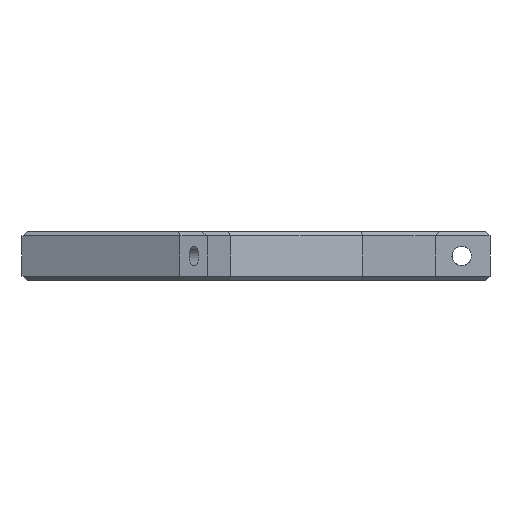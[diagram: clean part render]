
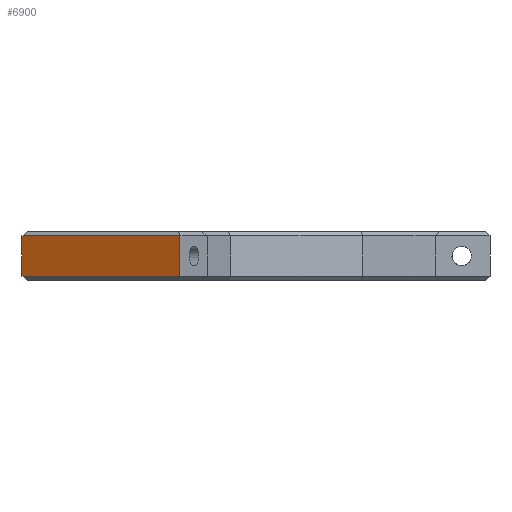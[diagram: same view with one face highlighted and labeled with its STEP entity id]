
A CAD part, left-side view. The second image highlights one B-rep face of the part: STEP entity #6900.
In plain terms, the highlighted planar face has unit normal (-0.866, 0.5, 0).
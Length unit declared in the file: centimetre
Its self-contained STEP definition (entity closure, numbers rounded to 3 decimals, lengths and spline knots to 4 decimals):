
#363=VECTOR('',#10718,1.);
#405=VECTOR('',#10788,1.);
#407=VECTOR('',#10791,1.);
#408=VECTOR('',#10792,1.);
#1154=LINE('',#8308,#363);
#1196=LINE('',#8398,#405);
#1198=LINE('',#8402,#407);
#1199=LINE('',#8404,#408);
#1861=PLANE('',#7363);
#2260=VERTEX_POINT('',#8305);
#2261=VERTEX_POINT('',#8309);
#2284=VERTEX_POINT('',#8399);
#2285=VERTEX_POINT('',#8403);
#3036=EDGE_CURVE('',#2260,#2261,#1154,.T.);
#3081=EDGE_CURVE('',#2261,#2284,#1196,.T.);
#3083=EDGE_CURVE('',#2260,#2285,#1198,.T.);
#3084=EDGE_CURVE('',#2284,#2285,#1199,.T.);
#4185=ORIENTED_EDGE('',*,*,#3036,.F.);
#4186=ORIENTED_EDGE('',*,*,#3083,.T.);
#4187=ORIENTED_EDGE('',*,*,#3084,.F.);
#4188=ORIENTED_EDGE('',*,*,#3081,.F.);
#5938=EDGE_LOOP('',(#4185,#4186,#4187,#4188));
#6431=FACE_BOUND('',#5938,.T.);
#6900=ADVANCED_FACE('',(#6431),#1861,.T.);
#7363=AXIS2_PLACEMENT_3D('',#8401,#10790,$);
#8305=CARTESIAN_POINT('',(-4.4437,0.8335,0.07));
#8308=CARTESIAN_POINT('',(-4.206,1.2451,0.07));
#8309=CARTESIAN_POINT('',(-2.9437,3.4316,0.07));
#8398=CARTESIAN_POINT('',(-2.9437,3.4316,0.));
#8399=CARTESIAN_POINT('',(-2.9437,3.4316,0.73));
#8401=CARTESIAN_POINT('',(-3.6937,2.1325,0.));
#8402=CARTESIAN_POINT('',(-4.4437,0.8335,0.));
#8403=CARTESIAN_POINT('',(-4.4437,0.8335,0.73));
#8404=CARTESIAN_POINT('',(-4.206,1.2451,0.73));
#10718=DIRECTION('',(0.5,0.866,0.));
#10788=DIRECTION('',(0.,0.,1.));
#10790=DIRECTION('',(-0.866,0.5,0.));
#10791=DIRECTION('',(0.,0.,1.));
#10792=DIRECTION('',(-0.5,-0.866,0.));
